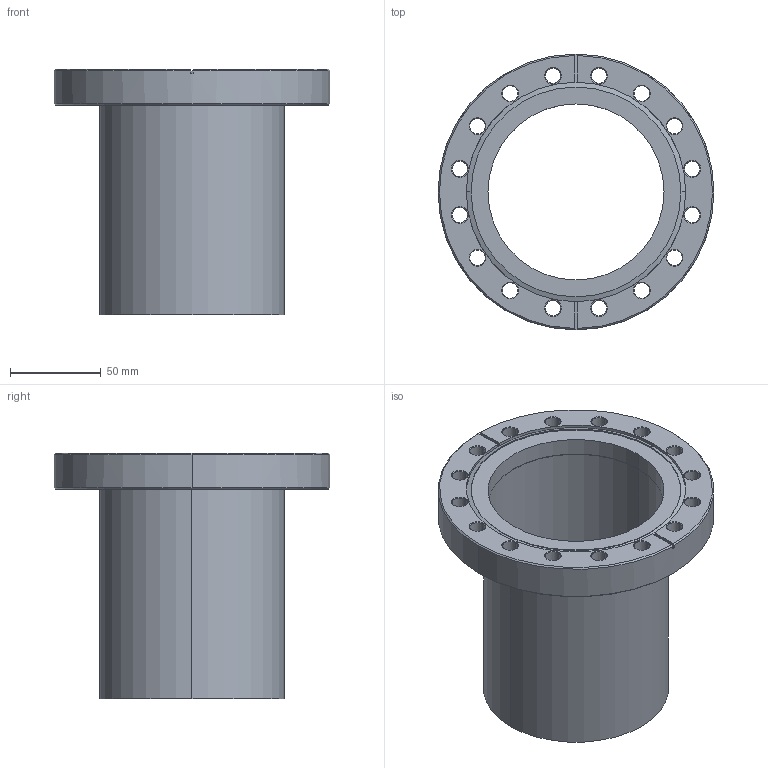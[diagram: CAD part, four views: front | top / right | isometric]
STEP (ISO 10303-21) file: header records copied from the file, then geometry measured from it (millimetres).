
FILE_DESCRIPTION (( 'STEP AP203' ), '1' );
FILE_NAME ('401006.STEP', '2010-09-23T21:47:47', ( 'MIS' ), ( 'Microsoft' ), 'SwSTEP 2.0', 'SolidWorks 2010', '' );
FILE_SCHEMA (( 'CONFIG_CONTROL_DESIGN' ));
Length unit declared in the file: inch
Products named in the file (1): 401006
Bounding box: 151.64 x 151.64 x 134.87 mm (x, y, z)
Volume: 263470.8 mm3; surface area: 122169.3 mm2
Topology: 2 solids, 2 shells, 132 faces, 308 edges, 181 vertices
Faces by surface type: cone 73, cylinder 46, plane 13
Entity records: 3908 total; most frequent: DIRECTION 733, CARTESIAN_POINT 646, ORIENTED_EDGE 616, EDGE_CURVE 308, AXIS2_PLACEMENT_3D 300, VERTEX_POINT 181, EDGE_LOOP 169, CIRCLE 167
